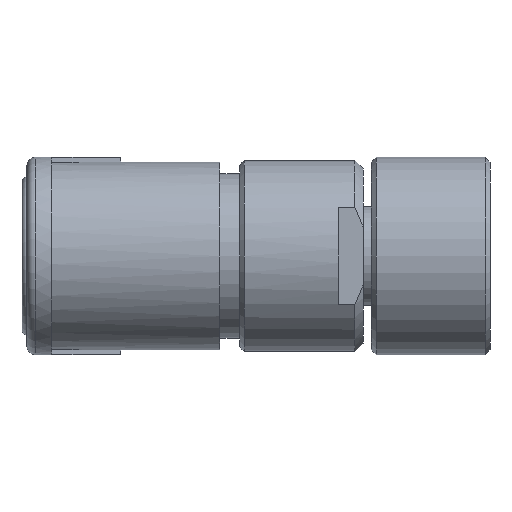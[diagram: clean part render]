
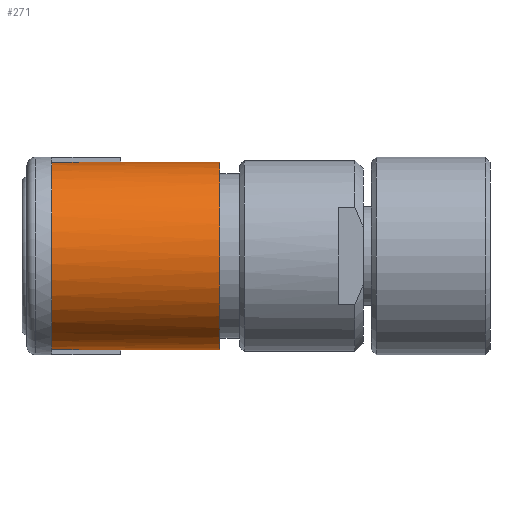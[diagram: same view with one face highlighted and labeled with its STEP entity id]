
A CAD part, front view. The second image highlights one B-rep face of the part: STEP entity #271.
In plain terms, the highlighted cylindrical face has radius 5.7 mm (diameter 11.4 mm), a full revolution.
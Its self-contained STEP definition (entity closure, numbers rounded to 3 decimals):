
#40=ELLIPSE('',#1334,48.218,5.7);
#43=ELLIPSE('',#1344,8.061,5.7);
#44=ELLIPSE('',#1345,48.218,5.7);
#207=CYLINDRICAL_SURFACE('',#1347,5.7);
#271=ADVANCED_FACE('',(#428,#429),#207,.T.);
#428=FACE_BOUND('',#550,.T.);
#429=FACE_BOUND('',#551,.T.);
#550=EDGE_LOOP('',(#739));
#551=EDGE_LOOP('',(#740,#741,#742,#743));
#739=ORIENTED_EDGE('',*,*,#1077,.F.);
#740=ORIENTED_EDGE('',*,*,#1078,.F.);
#741=ORIENTED_EDGE('',*,*,#1079,.T.);
#742=ORIENTED_EDGE('',*,*,#1080,.T.);
#743=ORIENTED_EDGE('',*,*,#1066,.T.);
#947=VERTEX_POINT('',#1989);
#950=VERTEX_POINT('',#1996);
#953=VERTEX_POINT('',#2003);
#958=VERTEX_POINT('',#2032);
#959=VERTEX_POINT('',#2035);
#1066=EDGE_CURVE('',#950,#947,#40,.T.);
#1077=EDGE_CURVE('',#958,#958,#1200,.T.);
#1078=EDGE_CURVE('',#953,#947,#43,.T.);
#1079=EDGE_CURVE('',#953,#959,#44,.T.);
#1080=EDGE_CURVE('',#959,#950,#1201,.T.);
#1200=CIRCLE('',#1343,5.7);
#1201=CIRCLE('',#1346,5.7);
#1334=AXIS2_PLACEMENT_3D('',#1995,#1626,#1627);
#1343=AXIS2_PLACEMENT_3D('',#2031,#1647,#1648);
#1344=AXIS2_PLACEMENT_3D('',#2033,#1649,#1650);
#1345=AXIS2_PLACEMENT_3D('',#2034,#1651,#1652);
#1346=AXIS2_PLACEMENT_3D('',#2036,#1653,#1654);
#1347=AXIS2_PLACEMENT_3D('',#2037,#1655,#1656);
#1626=DIRECTION('',(0.118,-0.993,0.));
#1627=DIRECTION('',(-0.993,-0.118,0.));
#1647=DIRECTION('',(1.,0.,0.));
#1648=DIRECTION('',(0.,1.,0.));
#1649=DIRECTION('',(-0.707,0.707,0.));
#1650=DIRECTION('',(-0.707,-0.707,0.));
#1651=DIRECTION('',(0.118,-0.993,0.));
#1652=DIRECTION('',(-0.993,-0.118,0.));
#1653=DIRECTION('',(1.,0.,0.));
#1654=DIRECTION('',(0.,-1.,0.));
#1655=DIRECTION('',(-1.,0.,0.));
#1656=DIRECTION('',(0.,1.,0.));
#1989=CARTESIAN_POINT('',(-21.7,0.,-5.7));
#1995=CARTESIAN_POINT('',(-21.7,0.,0.));
#1996=CARTESIAN_POINT('',(-25.9,-0.5,-5.678));
#2003=CARTESIAN_POINT('',(-21.7,0.,5.7));
#2031=CARTESIAN_POINT('',(-15.7,0.,0.));
#2032=CARTESIAN_POINT('',(-15.7,5.7,0.));
#2033=CARTESIAN_POINT('',(-21.7,0.,0.));
#2034=CARTESIAN_POINT('',(-21.7,0.,0.));
#2035=CARTESIAN_POINT('',(-25.9,-0.5,5.678));
#2036=CARTESIAN_POINT('',(-25.9,0.,0.));
#2037=CARTESIAN_POINT('',(-9.2,0.,0.));
